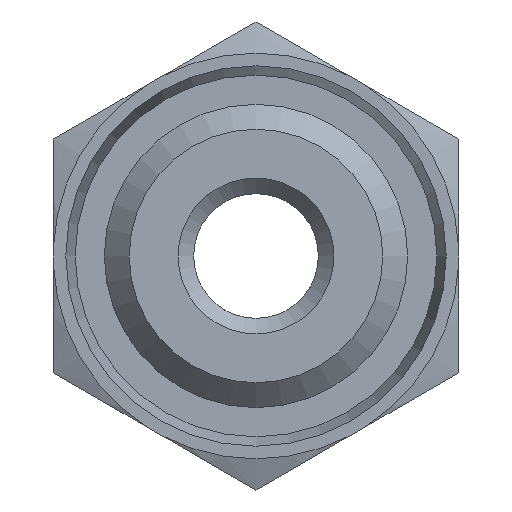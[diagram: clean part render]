
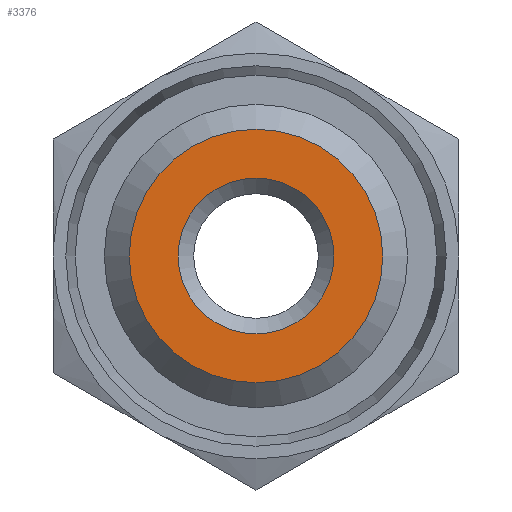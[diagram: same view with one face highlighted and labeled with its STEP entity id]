
A CAD part, front view. The second image highlights one B-rep face of the part: STEP entity #3376.
In plain terms, the highlighted planar face has unit normal (0, -1, 0).
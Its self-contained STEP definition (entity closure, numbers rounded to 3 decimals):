
#3334=CARTESIAN_POINT('',(-4.064,0.,0.));
#3335=VERTEX_POINT('',#3334);
#3336=CARTESIAN_POINT('',(0.,0.,0.0));
#3337=DIRECTION('',(0.0,1.0,0.0));
#3338=DIRECTION('',(1.0,0.0,0.0));
#3339=AXIS2_PLACEMENT_3D('',#3336,#3337,#3338);
#3340=CIRCLE('',#3339,4.064);
#3341=EDGE_CURVE('',#3335,#3335,#3340,.T.);
#3357=CARTESIAN_POINT('',(-2.432,0.0,0.0));
#3358=DIRECTION('',(0.0,-1.0,0.0));
#3359=DIRECTION('',(0.0,0.0,-1.0));
#3360=AXIS2_PLACEMENT_3D('',#3357,#3358,#3359);
#3361=PLANE('',#3360);
#3362=ORIENTED_EDGE('',*,*,#3341,.F.);
#3363=EDGE_LOOP('',(#3362));
#3364=FACE_OUTER_BOUND('',#3363,.T.);
#3365=CARTESIAN_POINT('',(0.,0.,2.5));
#3366=VERTEX_POINT('',#3365);
#3367=CARTESIAN_POINT('',(0.,0.,0.0));
#3368=DIRECTION('',(0.0,-1.0,0.0));
#3369=DIRECTION('',(0.0,0.0,-1.0));
#3370=AXIS2_PLACEMENT_3D('',#3367,#3368,#3369);
#3371=CIRCLE('',#3370,2.5);
#3372=EDGE_CURVE('',#3366,#3366,#3371,.T.);
#3373=ORIENTED_EDGE('',*,*,#3372,.F.);
#3374=EDGE_LOOP('',(#3373));
#3375=FACE_BOUND('',#3374,.T.);
#3376=ADVANCED_FACE('',(#3364,#3375),#3361,.T.);
